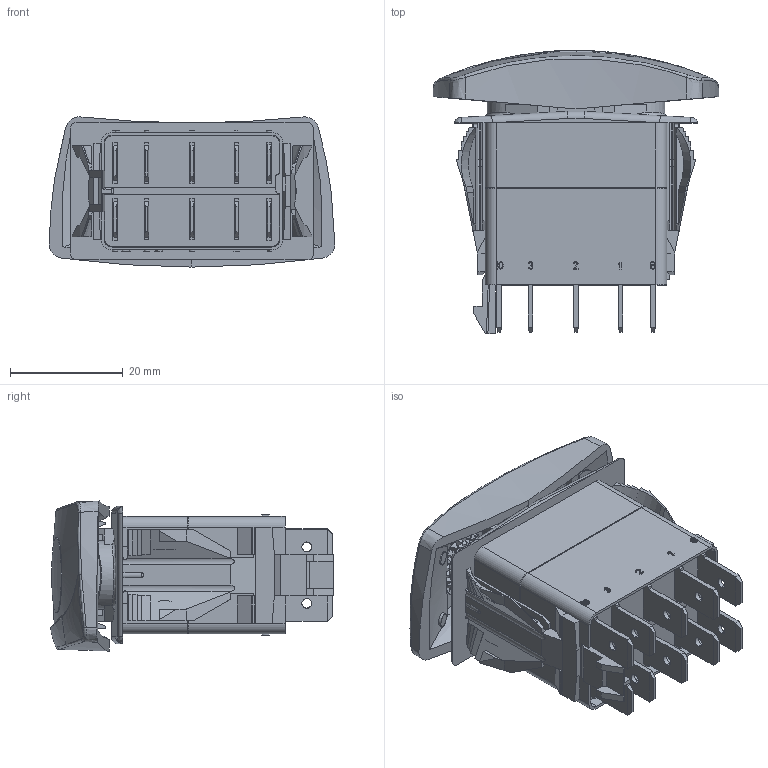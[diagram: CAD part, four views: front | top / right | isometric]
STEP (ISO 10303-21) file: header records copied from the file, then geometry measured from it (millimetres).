
FILE_DESCRIPTION((''),'2;1');
FILE_NAME('VJD2DTTC-F9C00-000_SW0001','2011-09-04T',('leads.cao'),(''),'PRO/ENGINEER BY PARAMETRIC TECHNOLOGY CORPORATION, 2010280','PRO/ENGINEER BY PARAMETRIC TECHNOLOGY CORPORATION, 2010280','');
FILE_SCHEMA(('CONFIG_CONTROL_DESIGN'));
Products named in the file (1): VJD2DTTC-F9C00-000_SW0001
Bounding box: 50.64 x 50.25 x 26.62 mm (x, y, z)
Volume: 15180.8 mm3; surface area: 18373.8 mm2
Topology: 1 solids, 1 shells, 2424 faces, 6202 edges, 3775 vertices
Faces by surface type: plane 1734, cone 302, cylinder 215, bspline 98, extrusion 67, torus 8
Entity records: 80361 total; most frequent: CARTESIAN_POINT 24594, ORIENTED_EDGE 12320, DIRECTION 10078, EDGE_CURVE 6160, VECTOR 4422, LINE 4355, VERTEX_POINT 3893, AXIS2_PLACEMENT_3D 2828
